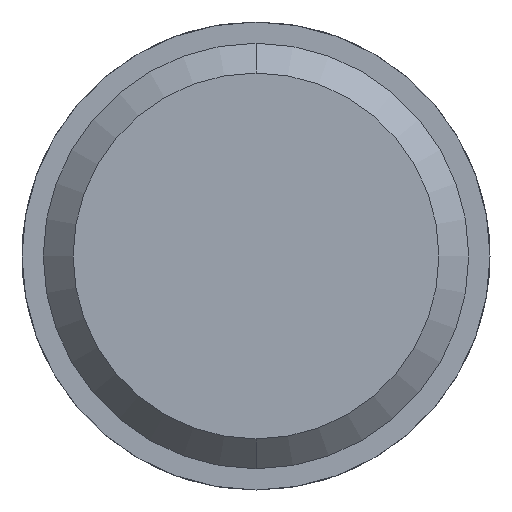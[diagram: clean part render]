
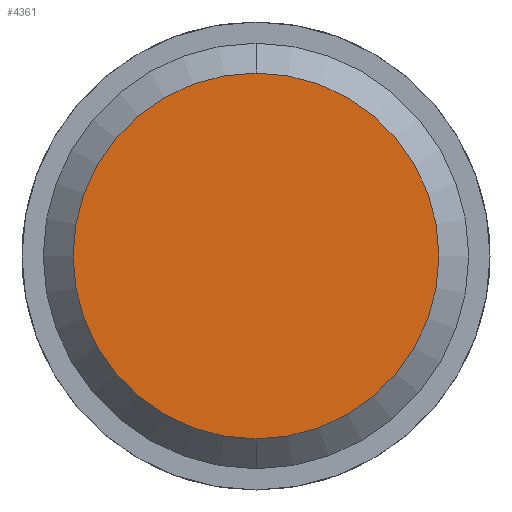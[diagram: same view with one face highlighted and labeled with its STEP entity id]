
A CAD part, front view. The second image highlights one B-rep face of the part: STEP entity #4361.
In plain terms, the highlighted planar face has unit normal (0, -1, 0).
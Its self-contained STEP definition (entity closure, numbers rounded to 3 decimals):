
#19 = AXIS2_PLACEMENT_3D ( 'NONE', #1402, #2010, #307 ) ;
#116 = ORIENTED_EDGE ( 'NONE', *, *, #2100, .T. ) ;
#189 = CIRCLE ( 'NONE', #3791, 2.15 ) ;
#296 = CARTESIAN_POINT ( 'NONE',  ( 0., -34.6, 2.15 ) ) ;
#307 = DIRECTION ( 'NONE',  ( 0., 0., -1. ) ) ;
#1402 = CARTESIAN_POINT ( 'NONE',  ( 2.5, -34.6, 0. ) ) ;
#1578 = VERTEX_POINT ( 'NONE', #296 ) ;
#2010 = DIRECTION ( 'NONE',  ( 0., -1., 0. ) ) ;
#2097 = CARTESIAN_POINT ( 'NONE',  ( 0., -34.6, 0. ) ) ;
#2100 = EDGE_CURVE ( 'Defeature ausgef�hrt2_7+Defeature ausgef�hrt2_0+Defeature ausgef�hrt2_0+Defeature ausgef�hrt2_0', #1578, #5389, #3653, .T. ) ;
#2251 = DIRECTION ( 'NONE',  ( 0., -1., 0. ) ) ;
#2613 = DIRECTION ( 'NONE',  ( 0., -1., 0. ) ) ;
#2742 = DIRECTION ( 'NONE',  ( 0., 0., -1. ) ) ;
#2989 = AXIS2_PLACEMENT_3D ( 'NONE', #2097, #2613, #6294 ) ;
#3096 = FACE_OUTER_BOUND ( 'NONE', #5467, .T. ) ;
#3653 = CIRCLE ( 'NONE', #2989, 2.15 ) ;
#3683 = ORIENTED_EDGE ( 'NONE', *, *, #4687, .T. ) ;
#3791 = AXIS2_PLACEMENT_3D ( 'NONE', #5351, #2251, #2742 ) ;
#4361 = ADVANCED_FACE ( 'Defeature ausgef�hrt2_7', ( #3096 ), #5072, .T. ) ;
#4687 = EDGE_CURVE ( 'Defeature ausgef�hrt2_7+Defeature ausgef�hrt2_0+Defeature ausgef�hrt2_0+Defeature ausgef�hrt2_0', #5389, #1578, #189, .T. ) ;
#5072 = PLANE ( 'NONE',  #19 ) ;
#5351 = CARTESIAN_POINT ( 'NONE',  ( 0., -34.6, 0. ) ) ;
#5389 = VERTEX_POINT ( 'NONE', #6347 ) ;
#5467 = EDGE_LOOP ( 'NONE', ( #116, #3683 ) ) ;
#6294 = DIRECTION ( 'NONE',  ( 0., 0., -1. ) ) ;
#6347 = CARTESIAN_POINT ( 'NONE',  ( 0., -34.6, -2.15 ) ) ;
